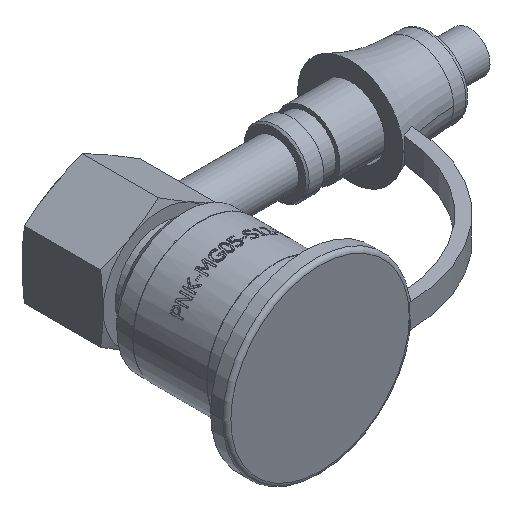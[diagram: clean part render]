
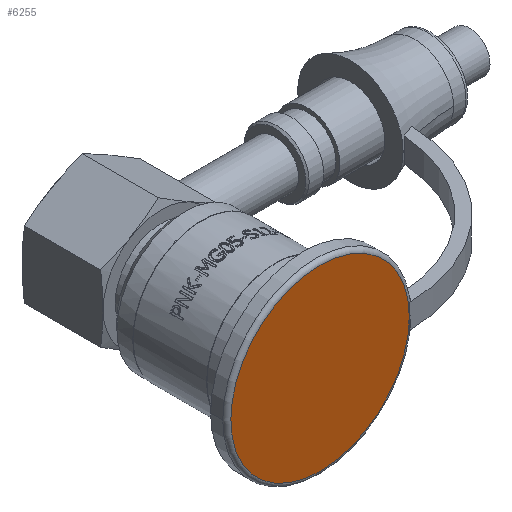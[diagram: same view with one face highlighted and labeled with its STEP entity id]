
A CAD part, isometric view. The second image highlights one B-rep face of the part: STEP entity #6255.
In plain terms, the highlighted planar face has unit normal (0, -1, 0).
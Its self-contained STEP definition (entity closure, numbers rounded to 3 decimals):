
#354=PLANE('',#6820);
#1927=FACE_OUTER_BOUND('',#2336,.T.);
#2336=EDGE_LOOP('',(#5862));
#2559=CIRCLE('',#6821,11.);
#3164=VERTEX_POINT('',#15050);
#4066=EDGE_CURVE('',#3164,#3164,#2559,.T.);
#5862=ORIENTED_EDGE('',*,*,#4066,.F.);
#6255=ADVANCED_FACE('',(#1927),#354,.T.);
#6820=AXIS2_PLACEMENT_3D('',#15049,#8133,#8134);
#6821=AXIS2_PLACEMENT_3D('',#15051,#8135,#8136);
#8133=DIRECTION('center_axis',(0.,-1.,0.));
#8134=DIRECTION('ref_axis',(0.,0.,-1.));
#8135=DIRECTION('center_axis',(0.,1.,0.));
#8136=DIRECTION('ref_axis',(0.,0.,1.));
#15049=CARTESIAN_POINT('Origin',(0.,0.,31.5));
#15050=CARTESIAN_POINT('',(0.,0.,
42.5));
#15051=CARTESIAN_POINT('Origin',(0.,0.,31.5));
